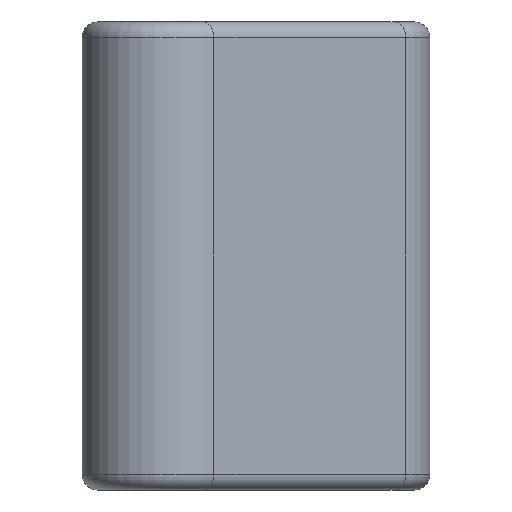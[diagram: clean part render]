
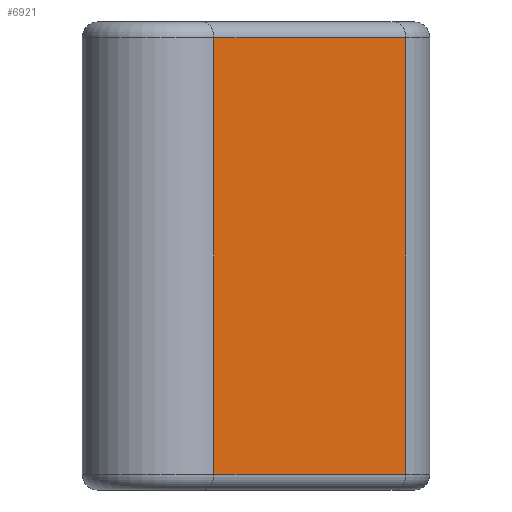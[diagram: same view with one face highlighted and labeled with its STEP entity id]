
A CAD part, front view. The second image highlights one B-rep face of the part: STEP entity #6921.
In plain terms, the highlighted planar face has unit normal (0.69, -0.724, 0).
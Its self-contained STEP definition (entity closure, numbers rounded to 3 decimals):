
#1252 = CYLINDRICAL_SURFACE('',#1253,5.);
#1253 = AXIS2_PLACEMENT_3D('',#1254,#1255,#1256);
#1254 = CARTESIAN_POINT('',(27.8,-3.765,0.));
#1255 = DIRECTION('',(-0.,-0.,-1.));
#1256 = DIRECTION('',(1.,0.,0.));
#1851 = CYLINDRICAL_SURFACE('',#1852,1.);
#1852 = AXIS2_PLACEMENT_3D('',#1853,#1854,#1855);
#1853 = CARTESIAN_POINT('',(18.261,-18.394,1.));
#1854 = DIRECTION('',(0.724,0.69,0.));
#1855 = DIRECTION('',(0.,0.,-1.));
#2104 = CYLINDRICAL_SURFACE('',#2105,1.);
#2105 = AXIS2_PLACEMENT_3D('',#2106,#2107,#2108);
#2106 = CARTESIAN_POINT('',(18.261,-18.394,29.));
#2107 = DIRECTION('',(0.724,0.69,0.));
#2108 = DIRECTION('',(0.,0.,1.));
#3851 = EDGE_CURVE('',#3852,#3854,#3856,.T.);
#3852 = VERTEX_POINT('',#3853);
#3853 = CARTESIAN_POINT('',(31.251,-7.383,1.));
#3854 = VERTEX_POINT('',#3855);
#3855 = CARTESIAN_POINT('',(31.251,-7.383,29.));
#3856 = SURFACE_CURVE('',#3857,(#3861,#3868),.PCURVE_S1.);
#3857 = LINE('',#3858,#3859);
#3858 = CARTESIAN_POINT('',(31.251,-7.383,0.));
#3859 = VECTOR('',#3860,1.);
#3860 = DIRECTION('',(0.,0.,1.));
#3861 = PCURVE('',#1252,#3862);
#3862 = DEFINITIONAL_REPRESENTATION('',(#3863),#3867);
#3863 = LINE('',#3864,#3865);
#3864 = CARTESIAN_POINT('',(-5.474,0.));
#3865 = VECTOR('',#3866,1.);
#3866 = DIRECTION('',(-0.,-1.));
#3867 = ( GEOMETRIC_REPRESENTATION_CONTEXT(2) 
PARAMETRIC_REPRESENTATION_CONTEXT() REPRESENTATION_CONTEXT('2D SPACE',''
  ) );
#3868 = PCURVE('',#3869,#3874);
#3869 = PLANE('',#3870);
#3870 = AXIS2_PLACEMENT_3D('',#3871,#3872,#3873);
#3871 = CARTESIAN_POINT('',(18.951,-19.118,0.));
#3872 = DIRECTION('',(-0.69,0.724,0.));
#3873 = DIRECTION('',(0.724,0.69,0.));
#3874 = DEFINITIONAL_REPRESENTATION('',(#3875),#3879);
#3875 = LINE('',#3876,#3877);
#3876 = CARTESIAN_POINT('',(17.,0.));
#3877 = VECTOR('',#3878,1.);
#3878 = DIRECTION('',(0.,-1.));
#3879 = ( GEOMETRIC_REPRESENTATION_CONTEXT(2) 
PARAMETRIC_REPRESENTATION_CONTEXT() REPRESENTATION_CONTEXT('2D SPACE',''
  ) );
#4684 = VERTEX_POINT('',#4685);
#4685 = CARTESIAN_POINT('',(18.951,-19.118,1.));
#4720 = CYLINDRICAL_SURFACE('',#4721,5.);
#4721 = AXIS2_PLACEMENT_3D('',#4722,#4723,#4724);
#4722 = CARTESIAN_POINT('',(15.5,-15.5,0.));
#4723 = DIRECTION('',(-0.,-0.,-1.));
#4724 = DIRECTION('',(1.,0.,0.));
#4736 = EDGE_CURVE('',#4684,#3852,#4737,.T.);
#4737 = SURFACE_CURVE('',#4738,(#4742,#4749),.PCURVE_S1.);
#4738 = LINE('',#4739,#4740);
#4739 = CARTESIAN_POINT('',(18.951,-19.118,1.));
#4740 = VECTOR('',#4741,1.);
#4741 = DIRECTION('',(0.724,0.69,0.));
#4742 = PCURVE('',#1851,#4743);
#4743 = DEFINITIONAL_REPRESENTATION('',(#4744),#4748);
#4744 = LINE('',#4745,#4746);
#4745 = CARTESIAN_POINT('',(-1.571,0.));
#4746 = VECTOR('',#4747,1.);
#4747 = DIRECTION('',(-0.,1.));
#4748 = ( GEOMETRIC_REPRESENTATION_CONTEXT(2) 
PARAMETRIC_REPRESENTATION_CONTEXT() REPRESENTATION_CONTEXT('2D SPACE',''
  ) );
#4749 = PCURVE('',#3869,#4750);
#4750 = DEFINITIONAL_REPRESENTATION('',(#4751),#4755);
#4751 = LINE('',#4752,#4753);
#4752 = CARTESIAN_POINT('',(0.,-1.));
#4753 = VECTOR('',#4754,1.);
#4754 = DIRECTION('',(1.,0.));
#4755 = ( GEOMETRIC_REPRESENTATION_CONTEXT(2) 
PARAMETRIC_REPRESENTATION_CONTEXT() REPRESENTATION_CONTEXT('2D SPACE',''
  ) );
#4874 = VERTEX_POINT('',#4875);
#4875 = CARTESIAN_POINT('',(18.951,-19.118,29.));
#4895 = EDGE_CURVE('',#4874,#3854,#4896,.T.);
#4896 = SURFACE_CURVE('',#4897,(#4901,#4908),.PCURVE_S1.);
#4897 = LINE('',#4898,#4899);
#4898 = CARTESIAN_POINT('',(18.951,-19.118,29.));
#4899 = VECTOR('',#4900,1.);
#4900 = DIRECTION('',(0.724,0.69,0.));
#4901 = PCURVE('',#2104,#4902);
#4902 = DEFINITIONAL_REPRESENTATION('',(#4903),#4907);
#4903 = LINE('',#4904,#4905);
#4904 = CARTESIAN_POINT('',(1.571,0.));
#4905 = VECTOR('',#4906,1.);
#4906 = DIRECTION('',(0.,1.));
#4907 = ( GEOMETRIC_REPRESENTATION_CONTEXT(2) 
PARAMETRIC_REPRESENTATION_CONTEXT() REPRESENTATION_CONTEXT('2D SPACE',''
  ) );
#4908 = PCURVE('',#3869,#4909);
#4909 = DEFINITIONAL_REPRESENTATION('',(#4910),#4914);
#4910 = LINE('',#4911,#4912);
#4911 = CARTESIAN_POINT('',(0.,-29.));
#4912 = VECTOR('',#4913,1.);
#4913 = DIRECTION('',(1.,0.));
#4914 = ( GEOMETRIC_REPRESENTATION_CONTEXT(2) 
PARAMETRIC_REPRESENTATION_CONTEXT() REPRESENTATION_CONTEXT('2D SPACE',''
  ) );
#6921 = ADVANCED_FACE('',(#6922),#3869,.F.);
#6922 = FACE_BOUND('',#6923,.F.);
#6923 = EDGE_LOOP('',(#6924,#6945,#6946,#6947));
#6924 = ORIENTED_EDGE('',*,*,#6925,.T.);
#6925 = EDGE_CURVE('',#4684,#4874,#6926,.T.);
#6926 = SURFACE_CURVE('',#6927,(#6931,#6938),.PCURVE_S1.);
#6927 = LINE('',#6928,#6929);
#6928 = CARTESIAN_POINT('',(18.951,-19.118,0.));
#6929 = VECTOR('',#6930,1.);
#6930 = DIRECTION('',(0.,0.,1.));
#6931 = PCURVE('',#3869,#6932);
#6932 = DEFINITIONAL_REPRESENTATION('',(#6933),#6937);
#6933 = LINE('',#6934,#6935);
#6934 = CARTESIAN_POINT('',(0.,0.));
#6935 = VECTOR('',#6936,1.);
#6936 = DIRECTION('',(0.,-1.));
#6937 = ( GEOMETRIC_REPRESENTATION_CONTEXT(2) 
PARAMETRIC_REPRESENTATION_CONTEXT() REPRESENTATION_CONTEXT('2D SPACE',''
  ) );
#6938 = PCURVE('',#4720,#6939);
#6939 = DEFINITIONAL_REPRESENTATION('',(#6940),#6944);
#6940 = LINE('',#6941,#6942);
#6941 = CARTESIAN_POINT('',(-5.474,0.));
#6942 = VECTOR('',#6943,1.);
#6943 = DIRECTION('',(-0.,-1.));
#6944 = ( GEOMETRIC_REPRESENTATION_CONTEXT(2) 
PARAMETRIC_REPRESENTATION_CONTEXT() REPRESENTATION_CONTEXT('2D SPACE',''
  ) );
#6945 = ORIENTED_EDGE('',*,*,#4895,.T.);
#6946 = ORIENTED_EDGE('',*,*,#3851,.F.);
#6947 = ORIENTED_EDGE('',*,*,#4736,.F.);
